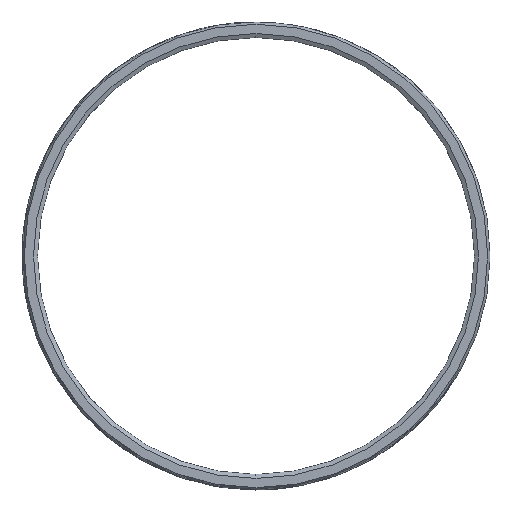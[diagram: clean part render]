
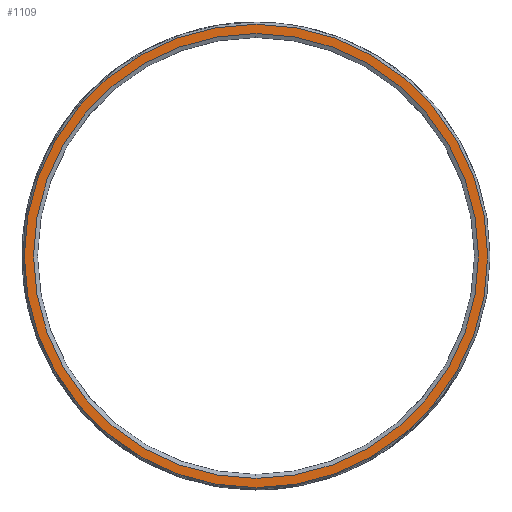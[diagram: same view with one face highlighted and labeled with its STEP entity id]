
A CAD part, top view. The second image highlights one B-rep face of the part: STEP entity #1109.
In plain terms, the highlighted planar face has unit normal (0, 0, 1).
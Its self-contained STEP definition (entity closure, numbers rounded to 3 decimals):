
#54=CARTESIAN_POINT('',(0.,0.,-49.883));
#55=DIRECTION('',(0.,0.,1.));
#56=DIRECTION('',(0.,-1.,0.));
#57=AXIS2_PLACEMENT_3D('',#54,#55,#56);
#59=CARTESIAN_POINT('',(0.,0.,-49.883));
#60=DIRECTION('',(0.,0.,1.));
#61=DIRECTION('',(0.,1.,0.));
#62=AXIS2_PLACEMENT_3D('',#59,#60,#61);
#64=CARTESIAN_POINT('',(0.,0.,-49.883));
#65=DIRECTION('',(0.,0.,-1.));
#66=DIRECTION('',(0.,1.,0.));
#67=AXIS2_PLACEMENT_3D('',#64,#65,#66);
#69=CARTESIAN_POINT('',(0.,0.,-49.883));
#70=DIRECTION('',(0.,0.,-1.));
#71=DIRECTION('',(0.,-1.,0.));
#72=AXIS2_PLACEMENT_3D('',#69,#70,#71);
#938=CARTESIAN_POINT('',(0.,25.591,-49.883));
#939=CARTESIAN_POINT('',(0.,-25.591,-49.883));
#940=VERTEX_POINT('',#938);
#941=VERTEX_POINT('',#939);
#942=CARTESIAN_POINT('',(0.,24.57,-49.883));
#944=VERTEX_POINT('',#942);
#946=CARTESIAN_POINT('',(0.,-24.57,-49.883));
#948=VERTEX_POINT('',#946);
#1094=CARTESIAN_POINT('',(-24.13,0.,-49.883));
#1095=DIRECTION('',(0.,0.,-1.));
#1096=DIRECTION('',(0.,-1.,0.));
#1097=AXIS2_PLACEMENT_3D('',#1094,#1095,#1096);
#1098=PLANE('',#1097);
#1100=ORIENTED_EDGE('',*,*,#1099,.F.);
#1102=ORIENTED_EDGE('',*,*,#1101,.F.);
#1103=EDGE_LOOP('',(#1100,#1102));
#1104=FACE_OUTER_BOUND('',#1103,.F.);
#1105=ORIENTED_EDGE('',*,*,#1074,.F.);
#1106=ORIENTED_EDGE('',*,*,#1087,.F.);
#1107=EDGE_LOOP('',(#1105,#1106));
#1108=FACE_BOUND('',#1107,.F.);
#1109=ADVANCED_FACE('',(#1104,#1108),#1098,.F.);
#58=CIRCLE('',#57,25.591);
#63=CIRCLE('',#62,25.591);
#68=CIRCLE('',#67,24.57);
#73=CIRCLE('',#72,24.57);
#1074=EDGE_CURVE('',#944,#948,#68,.T.);
#1087=EDGE_CURVE('',#948,#944,#73,.T.);
#1099=EDGE_CURVE('',#941,#940,#58,.T.);
#1101=EDGE_CURVE('',#940,#941,#63,.T.);
